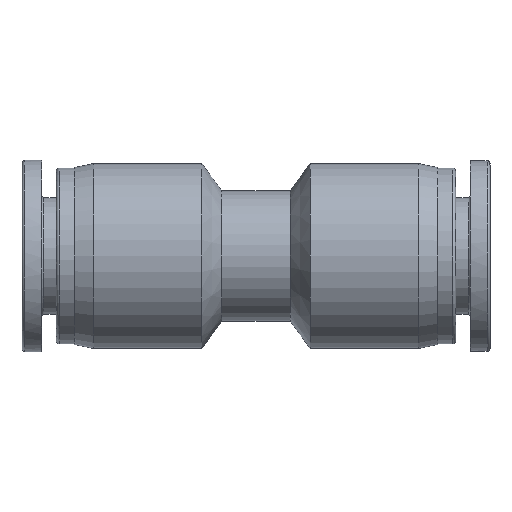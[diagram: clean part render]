
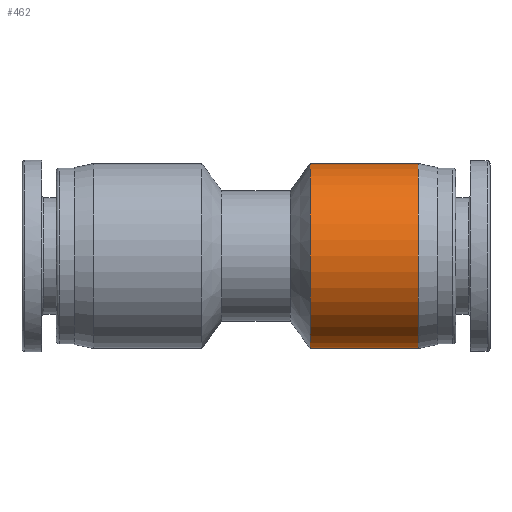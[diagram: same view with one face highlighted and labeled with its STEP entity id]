
A CAD part, front view. The second image highlights one B-rep face of the part: STEP entity #462.
In plain terms, the highlighted cylindrical face has radius 9.4 mm (diameter 18.8 mm), a full revolution.
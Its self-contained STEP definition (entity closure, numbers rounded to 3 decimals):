
#397 = CONICAL_SURFACE('',#398,9.4,0.197);
#398 = AXIS2_PLACEMENT_3D('',#399,#400,#401);
#399 = CARTESIAN_POINT('',(16.5,0.,0.));
#400 = DIRECTION('',(-1.,-0.,-0.));
#401 = DIRECTION('',(-0.,0.,1.));
#414 = VERTEX_POINT('',#415);
#415 = CARTESIAN_POINT('',(16.5,0.,9.4));
#435 = EDGE_CURVE('',#414,#414,#436,.T.);
#436 = SURFACE_CURVE('',#437,(#442,#449),.PCURVE_S1.);
#437 = CIRCLE('',#438,9.4);
#438 = AXIS2_PLACEMENT_3D('',#439,#440,#441);
#439 = CARTESIAN_POINT('',(16.5,0.,0.));
#440 = DIRECTION('',(-1.,0.,-0.));
#441 = DIRECTION('',(-0.,0.,1.));
#442 = PCURVE('',#397,#443);
#443 = DEFINITIONAL_REPRESENTATION('',(#444),#448);
#444 = LINE('',#445,#446);
#445 = CARTESIAN_POINT('',(0.,0.));
#446 = VECTOR('',#447,1.);
#447 = DIRECTION('',(1.,0.));
#448 = ( GEOMETRIC_REPRESENTATION_CONTEXT(2) 
PARAMETRIC_REPRESENTATION_CONTEXT() REPRESENTATION_CONTEXT('2D SPACE',''
  ) );
#449 = PCURVE('',#450,#455);
#450 = CYLINDRICAL_SURFACE('',#451,9.4);
#451 = AXIS2_PLACEMENT_3D('',#452,#453,#454);
#452 = CARTESIAN_POINT('',(-66.149,0.,0.));
#453 = DIRECTION('',(-1.,-0.,-0.));
#454 = DIRECTION('',(-0.,0.,1.));
#455 = DEFINITIONAL_REPRESENTATION('',(#456),#460);
#456 = LINE('',#457,#458);
#457 = CARTESIAN_POINT('',(0.,-82.649));
#458 = VECTOR('',#459,1.);
#459 = DIRECTION('',(1.,0.));
#460 = ( GEOMETRIC_REPRESENTATION_CONTEXT(2) 
PARAMETRIC_REPRESENTATION_CONTEXT() REPRESENTATION_CONTEXT('2D SPACE',''
  ) );
#462 = ADVANCED_FACE('',(#463),#450,.T.);
#463 = FACE_BOUND('',#464,.T.);
#464 = EDGE_LOOP('',(#465,#466,#488,#515));
#465 = ORIENTED_EDGE('',*,*,#435,.T.);
#466 = ORIENTED_EDGE('',*,*,#467,.T.);
#467 = EDGE_CURVE('',#414,#468,#470,.T.);
#468 = VERTEX_POINT('',#469);
#469 = CARTESIAN_POINT('',(5.5,0.,9.4));
#470 = SEAM_CURVE('',#471,(#474,#481),.PCURVE_S1.);
#471 = B_SPLINE_CURVE_WITH_KNOTS('',1,(#472,#473),.UNSPECIFIED.,.F.,.F.,
  (2,2),(-82.649,-71.649),.PIECEWISE_BEZIER_KNOTS.);
#472 = CARTESIAN_POINT('',(16.5,0.,9.4));
#473 = CARTESIAN_POINT('',(5.5,0.,9.4));
#474 = PCURVE('',#450,#475);
#475 = DEFINITIONAL_REPRESENTATION('',(#476),#480);
#476 = LINE('',#477,#478);
#477 = CARTESIAN_POINT('',(6.283,0.));
#478 = VECTOR('',#479,1.);
#479 = DIRECTION('',(0.,1.));
#480 = ( GEOMETRIC_REPRESENTATION_CONTEXT(2) 
PARAMETRIC_REPRESENTATION_CONTEXT() REPRESENTATION_CONTEXT('2D SPACE',''
  ) );
#481 = PCURVE('',#450,#482);
#482 = DEFINITIONAL_REPRESENTATION('',(#483),#487);
#483 = LINE('',#484,#485);
#484 = CARTESIAN_POINT('',(0.,0.));
#485 = VECTOR('',#486,1.);
#486 = DIRECTION('',(0.,1.));
#487 = ( GEOMETRIC_REPRESENTATION_CONTEXT(2) 
PARAMETRIC_REPRESENTATION_CONTEXT() REPRESENTATION_CONTEXT('2D SPACE',''
  ) );
#488 = ORIENTED_EDGE('',*,*,#489,.F.);
#489 = EDGE_CURVE('',#468,#468,#490,.T.);
#490 = SURFACE_CURVE('',#491,(#496,#503),.PCURVE_S1.);
#491 = CIRCLE('',#492,9.4);
#492 = AXIS2_PLACEMENT_3D('',#493,#494,#495);
#493 = CARTESIAN_POINT('',(5.5,0.,0.));
#494 = DIRECTION('',(-1.,0.,-0.));
#495 = DIRECTION('',(-0.,0.,1.));
#496 = PCURVE('',#450,#497);
#497 = DEFINITIONAL_REPRESENTATION('',(#498),#502);
#498 = LINE('',#499,#500);
#499 = CARTESIAN_POINT('',(0.,-71.649));
#500 = VECTOR('',#501,1.);
#501 = DIRECTION('',(1.,0.));
#502 = ( GEOMETRIC_REPRESENTATION_CONTEXT(2) 
PARAMETRIC_REPRESENTATION_CONTEXT() REPRESENTATION_CONTEXT('2D SPACE',''
  ) );
#503 = PCURVE('',#504,#509);
#504 = CONICAL_SURFACE('',#505,6.65,0.942);
#505 = AXIS2_PLACEMENT_3D('',#506,#507,#508);
#506 = CARTESIAN_POINT('',(3.5,0.,0.));
#507 = DIRECTION('',(1.,0.,0.));
#508 = DIRECTION('',(0.,0.,-1.));
#509 = DEFINITIONAL_REPRESENTATION('',(#510),#514);
#510 = LINE('',#511,#512);
#511 = CARTESIAN_POINT('',(9.425,2.));
#512 = VECTOR('',#513,1.);
#513 = DIRECTION('',(-1.,0.));
#514 = ( GEOMETRIC_REPRESENTATION_CONTEXT(2) 
PARAMETRIC_REPRESENTATION_CONTEXT() REPRESENTATION_CONTEXT('2D SPACE',''
  ) );
#515 = ORIENTED_EDGE('',*,*,#467,.F.);
